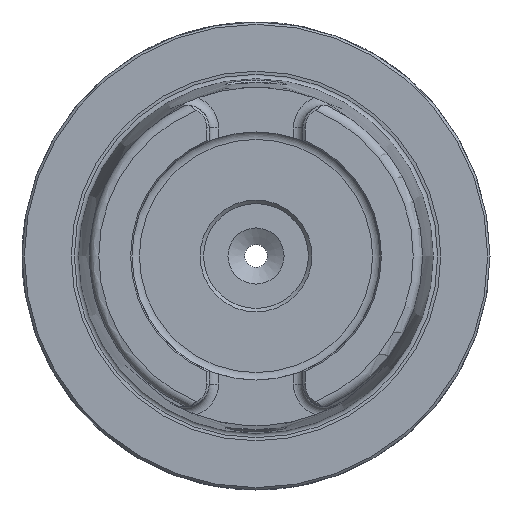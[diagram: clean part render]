
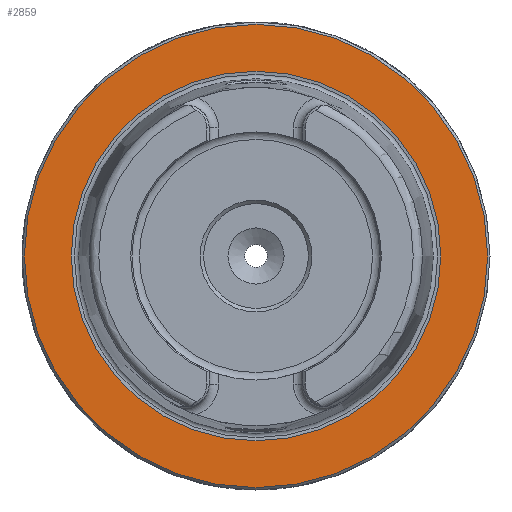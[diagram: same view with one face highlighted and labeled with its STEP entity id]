
A CAD part, left-side view. The second image highlights one B-rep face of the part: STEP entity #2859.
In plain terms, the highlighted planar face has unit normal (-1, 0, 0).
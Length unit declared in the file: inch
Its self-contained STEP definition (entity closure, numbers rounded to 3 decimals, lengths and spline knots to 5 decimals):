
#158=FACE_BOUND('',#505,.T.);
#240=PLANE('',#3092);
#341=FACE_OUTER_BOUND('',#504,.T.);
#504=EDGE_LOOP('',(#2213));
#505=EDGE_LOOP('',(#2214,#2215));
#948=CIRCLE('',#3091,1.94882);
#949=CIRCLE('',#3093,1.55442);
#950=CIRCLE('',#3094,1.55442);
#1236=VERTEX_POINT('',#5990);
#1237=VERTEX_POINT('',#5994);
#1238=VERTEX_POINT('',#5995);
#1594=EDGE_CURVE('',#1236,#1236,#948,.T.);
#1595=EDGE_CURVE('',#1237,#1238,#949,.T.);
#1596=EDGE_CURVE('',#1238,#1237,#950,.T.);
#2213=ORIENTED_EDGE('',*,*,#1594,.F.);
#2214=ORIENTED_EDGE('',*,*,#1595,.T.);
#2215=ORIENTED_EDGE('',*,*,#1596,.T.);
#2859=ADVANCED_FACE('',(#341,#158),#240,.T.);
#3091=AXIS2_PLACEMENT_3D('',#5992,#3628,#3629);
#3092=AXIS2_PLACEMENT_3D('',#5993,#3630,#3631);
#3093=AXIS2_PLACEMENT_3D('',#5996,#3632,#3633);
#3094=AXIS2_PLACEMENT_3D('',#5997,#3634,#3635);
#3628=DIRECTION('center_axis',(1.,0.,0.));
#3629=DIRECTION('ref_axis',(0.,-1.,0.));
#3630=DIRECTION('center_axis',(-1.,0.,0.));
#3631=DIRECTION('ref_axis',(0.,0.,1.));
#3632=DIRECTION('center_axis',(1.,0.,0.));
#3633=DIRECTION('ref_axis',(0.,1.,0.));
#3634=DIRECTION('center_axis',(1.,0.,0.));
#3635=DIRECTION('ref_axis',(0.,1.,0.));
#5990=CARTESIAN_POINT('',(0.,1.94882,0.));
#5992=CARTESIAN_POINT('Origin',(0.,0.,0.));
#5993=CARTESIAN_POINT('Origin',(0.,0.98425,0.));
#5994=CARTESIAN_POINT('',(0.,1.55442,0.));
#5995=CARTESIAN_POINT('',(0.,-1.55442,0.));
#5996=CARTESIAN_POINT('Origin',(0.,0.,0.));
#5997=CARTESIAN_POINT('Origin',(0.,0.,0.));
